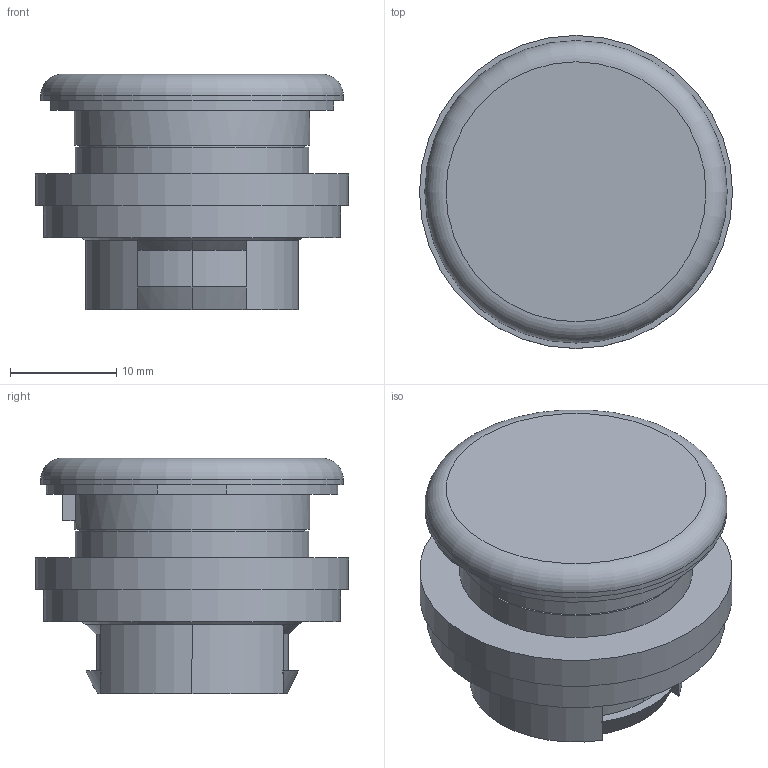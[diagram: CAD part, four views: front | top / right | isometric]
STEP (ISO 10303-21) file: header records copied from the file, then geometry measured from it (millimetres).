
FILE_DESCRIPTION(/* description */ ('Alibre Inc.'),/* implementation_level */ '2;1');
FILE_NAME(/* name */ 'export-5BDA89AA-11DD-43F2-B1F8-D74370E32FC5',/* time_stamp */ '2020-09-24T15:39:53+02:00',/* author */ (''),/* organization */ (''),/* preprocessor_version */ 'ST-DEVELOPER v17',/* originating_system */ 'Alibre',/* authorisation */ '');
FILE_SCHEMA (('AUTOMOTIVE_DESIGN'));
Length unit declared in the file: millimetre
Products named in the file (1): _216388
Bounding box: 29.5 x 29.5 x 22.2 mm (x, y, z)
Volume: 10264.4 mm3; surface area: 3607.9 mm2
Topology: 1 solids, 1 shells, 52 faces, 115 edges, 73 vertices
Faces by surface type: plane 29, cylinder 14, cone 8, torus 1
Full cylindrical faces by diameter (mm): 21.22 x1, 22 x1, 22.2 x1, 28 x1, 28.5 x1, 29.5 x1
Entity records: 1492 total; most frequent: CARTESIAN_POINT 256, DIRECTION 232, ORIENTED_EDGE 230, EDGE_CURVE 115, AXIS2_PLACEMENT_3D 103, VERTEX_POINT 73, EDGE_LOOP 60, FACE_BOUND 60
